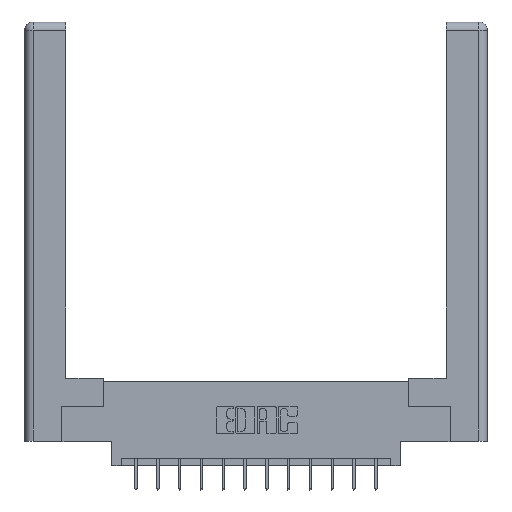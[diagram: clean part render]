
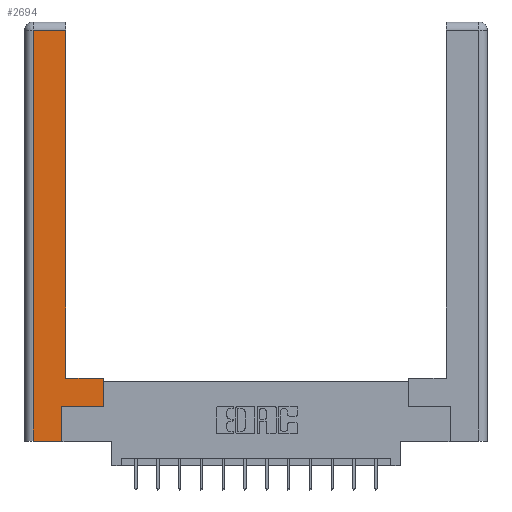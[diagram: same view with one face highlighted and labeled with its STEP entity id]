
A CAD part, top view. The second image highlights one B-rep face of the part: STEP entity #2694.
In plain terms, the highlighted planar face has unit normal (0, 0, 1).
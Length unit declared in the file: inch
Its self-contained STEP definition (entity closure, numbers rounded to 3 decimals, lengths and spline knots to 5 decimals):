
#60 = VERTEX_POINT ( 'NONE', #7616 ) ;
#95 = LINE ( 'NONE', #11820, #4927 ) ;
#357 = EDGE_CURVE ( 'NONE', #14181, #7587, #95, .T. ) ;
#853 = VERTEX_POINT ( 'NONE', #1388 ) ;
#1025 = EDGE_CURVE ( 'NONE', #10130, #853, #12085, .T. ) ;
#1057 = PLANE ( 'NONE',  #15916 ) ;
#1388 = CARTESIAN_POINT ( 'NONE',  ( 0.265, 0.245, 0. ) ) ;
#1574 = VECTOR ( 'NONE', #5432, 39.37008 ) ;
#1835 = CARTESIAN_POINT ( 'NONE',  ( 0.295, 3., 0. ) ) ;
#2147 = VECTOR ( 'NONE', #9677, 39.37008 ) ;
#2251 = VECTOR ( 'NONE', #5825, 39.37008 ) ;
#2533 = LINE ( 'NONE', #7194, #2147 ) ;
#2694 = ADVANCED_FACE ( 'NONE', ( #7171 ), #1057, .F. ) ;
#2731 = DIRECTION ( 'NONE',  ( 0., -1., 0. ) ) ;
#2824 = VECTOR ( 'NONE', #2731, 39.37008 ) ;
#3091 = ORIENTED_EDGE ( 'NONE', *, *, #9058, .T. ) ;
#3182 = ORIENTED_EDGE ( 'NONE', *, *, #3454, .T. ) ;
#3454 = EDGE_CURVE ( 'NONE', #853, #14181, #11007, .T. ) ;
#3970 = CARTESIAN_POINT ( 'NONE',  ( 0.565, 0.45, 0. ) ) ;
#4094 = VERTEX_POINT ( 'NONE', #5426 ) ;
#4226 = VERTEX_POINT ( 'NONE', #12659 ) ;
#4325 = CARTESIAN_POINT ( 'NONE',  ( 0.265, 0., 0. ) ) ;
#4927 = VECTOR ( 'NONE', #8024, 39.37008 ) ;
#5426 = CARTESIAN_POINT ( 'NONE',  ( 0.295, 2.94, 0. ) ) ;
#5432 = DIRECTION ( 'NONE',  ( 0., 1., 0. ) ) ;
#5549 = ORIENTED_EDGE ( 'NONE', *, *, #11553, .T. ) ;
#5825 = DIRECTION ( 'NONE',  ( -1., 0., 0. ) ) ;
#6165 = VECTOR ( 'NONE', #9334, 39.37008 ) ;
#6949 = CARTESIAN_POINT ( 'NONE',  ( 0.265, 0., 0. ) ) ;
#7171 = FACE_OUTER_BOUND ( 'NONE', #10740, .T. ) ;
#7194 = CARTESIAN_POINT ( 'NONE',  ( 0.295, 0.45, 0. ) ) ;
#7263 = DIRECTION ( 'NONE',  ( 0., 1., 0. ) ) ;
#7587 = VERTEX_POINT ( 'NONE', #3970 ) ;
#7616 = CARTESIAN_POINT ( 'NONE',  ( 0.0615, 2.94, 0. ) ) ;
#7854 = EDGE_CURVE ( 'NONE', #4094, #60, #13328, .T. ) ;
#8024 = DIRECTION ( 'NONE',  ( 0., 1., 0. ) ) ;
#8086 = CARTESIAN_POINT ( 'NONE',  ( 0.565, 0.245, 0. ) ) ;
#8572 = CARTESIAN_POINT ( 'NONE',  ( 0.265, 0.245, 0. ) ) ;
#9058 = EDGE_CURVE ( 'NONE', #60, #15818, #11534, .T. ) ;
#9334 = DIRECTION ( 'NONE',  ( 1., 0., 0. ) ) ;
#9347 = ORIENTED_EDGE ( 'NONE', *, *, #14543, .T. ) ;
#9613 = LINE ( 'NONE', #6949, #13325 ) ;
#9677 = DIRECTION ( 'NONE',  ( -1., 0., 0. ) ) ;
#10130 = VERTEX_POINT ( 'NONE', #4325 ) ;
#10274 = ORIENTED_EDGE ( 'NONE', *, *, #7854, .T. ) ;
#10683 = ORIENTED_EDGE ( 'NONE', *, *, #12920, .T. ) ;
#10685 = DIRECTION ( 'NONE',  ( 1., 0., 0. ) ) ;
#10740 = EDGE_LOOP ( 'NONE', ( #5549, #10274, #3091, #9347, #14248, #3182, #14883, #10683 ) ) ;
#11007 = LINE ( 'NONE', #8086, #6165 ) ;
#11444 = CARTESIAN_POINT ( 'NONE',  ( 0.565, 0.245, 0. ) ) ;
#11534 = LINE ( 'NONE', #12750, #2824 ) ;
#11553 = EDGE_CURVE ( 'NONE', #4226, #4094, #14170, .T. ) ;
#11820 = CARTESIAN_POINT ( 'NONE',  ( 0.565, 0.45, 0. ) ) ;
#12085 = LINE ( 'NONE', #8572, #14991 ) ;
#12218 = CARTESIAN_POINT ( 'NONE',  ( 0., 0., 0. ) ) ;
#12659 = CARTESIAN_POINT ( 'NONE',  ( 0.295, 0.45, 0. ) ) ;
#12750 = CARTESIAN_POINT ( 'NONE',  ( 0.0615, 0., 0. ) ) ;
#12920 = EDGE_CURVE ( 'NONE', #7587, #4226, #2533, .T. ) ;
#13325 = VECTOR ( 'NONE', #10685, 39.37008 ) ;
#13328 = LINE ( 'NONE', #14373, #2251 ) ;
#13532 = DIRECTION ( 'NONE',  ( 0., 0., -1. ) ) ;
#13939 = CARTESIAN_POINT ( 'NONE',  ( 0.0615, 0., 0. ) ) ;
#14170 = LINE ( 'NONE', #1835, #1574 ) ;
#14181 = VERTEX_POINT ( 'NONE', #11444 ) ;
#14248 = ORIENTED_EDGE ( 'NONE', *, *, #1025, .T. ) ;
#14373 = CARTESIAN_POINT ( 'NONE',  ( 0.0615, 2.94, 0. ) ) ;
#14543 = EDGE_CURVE ( 'NONE', #15818, #10130, #9613, .T. ) ;
#14773 = DIRECTION ( 'NONE',  ( -1., 0., 0. ) ) ;
#14883 = ORIENTED_EDGE ( 'NONE', *, *, #357, .T. ) ;
#14991 = VECTOR ( 'NONE', #7263, 39.37008 ) ;
#15818 = VERTEX_POINT ( 'NONE', #13939 ) ;
#15916 = AXIS2_PLACEMENT_3D ( 'NONE', #12218, #13532, #14773 ) ;
